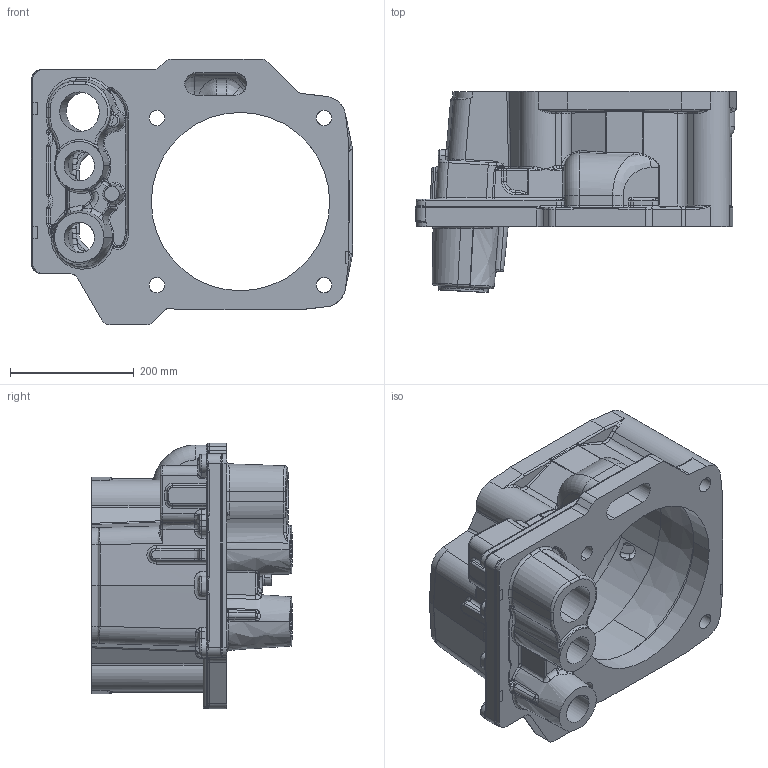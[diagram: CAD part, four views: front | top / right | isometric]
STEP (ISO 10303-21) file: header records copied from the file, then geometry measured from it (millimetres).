
FILE_DESCRIPTION(('CAx-IF Rec.Pracs.---Model Styling and Organization---1.2---2011-12-15','CAx-IF Rec.Pracs.---Geometric and Assembly Validation Properties---4.1---2014-06-16','CAx-IF Rec.Pracs.---PMI Polyline Presentation---2.0---2013-05-24'),'2;1');
FILE_NAME('gt.stp','2024-09-02T08:11:47+08:00',(' '),(' '),'HyperWorksVersion-2019.1.0.20','3D_Kernel_IO2018 Sp3 by CT CoreTechnologie',' ');
FILE_SCHEMA(('AUTOMOTIVE_DESIGN { 1 0 10303 214 1 1 1 1 }'));
Length unit declared in the file: millimetre
Products named in the file (1): 1
Bounding box: 518.5 x 324.42 x 429 mm (x, y, z)
Surface area: 1244744.9 mm2 (no closed solid volume)
Topology: 0 solids, 1 shells, 1169 faces, 3043 edges, 1830 vertices
Faces by surface type: bspline 418, cylinder 378, torus 183, plane 173, sphere 17
Entity records: 197859 total; most frequent: CARTESIAN_POINT 160966, ORIENTED_EDGE 5978, DIRECTION 5752, EDGE_CURVE 2995, AXIS2_PLACEMENT_3D 2327, VERTEX_POINT 1831, CIRCLE 1575, EDGE_LOOP 1195
